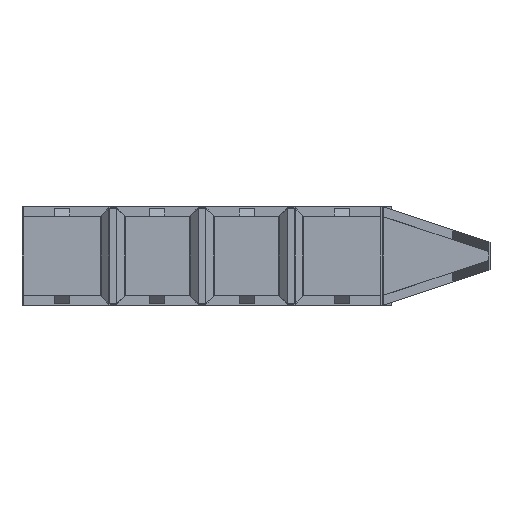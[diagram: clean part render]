
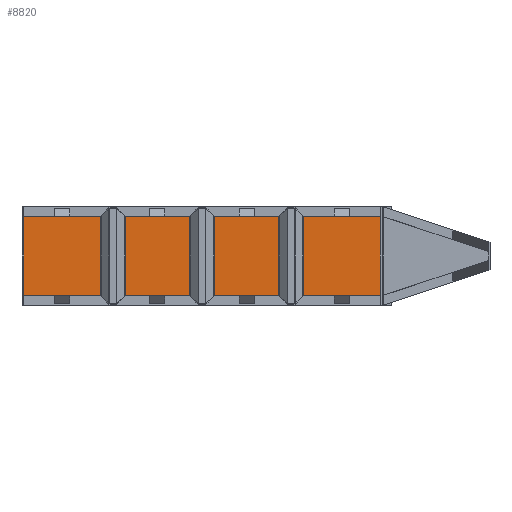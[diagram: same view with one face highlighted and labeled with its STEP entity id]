
A CAD part, front view. The second image highlights one B-rep face of the part: STEP entity #8820.
In plain terms, the highlighted planar face has unit normal (0, -1, 0).
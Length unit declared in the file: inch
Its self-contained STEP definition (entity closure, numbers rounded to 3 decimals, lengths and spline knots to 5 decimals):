
#973 = CARTESIAN_POINT ( 'NONE',  ( -23.75, -0.25, 0. ) ) ;
#1324 = EDGE_CURVE ( 'NONE', #7399, #6779, #6830, .T. ) ;
#1385 = CARTESIAN_POINT ( 'NONE',  ( 23.75, -0.25, 5.29 ) ) ;
#1635 = DIRECTION ( 'NONE',  ( 0., 0., -1. ) ) ;
#2485 = ORIENTED_EDGE ( 'NONE', *, *, #1324, .F. ) ;
#2718 = VERTEX_POINT ( 'NONE', #4108 ) ;
#2752 = DIRECTION ( 'NONE',  ( 0., -1., 0. ) ) ;
#2847 = DIRECTION ( 'NONE',  ( 0., 0., -1. ) ) ;
#2873 = FACE_OUTER_BOUND ( 'NONE', #3690, .T. ) ;
#3337 = EDGE_CURVE ( 'NONE', #6225, #2718, #11011, .T. ) ;
#3690 = EDGE_LOOP ( 'NONE', ( #2485, #5382, #12192, #6366 ) ) ;
#3965 = VECTOR ( 'NONE', #4963, 39.37008 ) ;
#4108 = CARTESIAN_POINT ( 'NONE',  ( -23.75, -0.25, 5.29 ) ) ;
#4605 = AXIS2_PLACEMENT_3D ( 'NONE', #6606, #2752, #1635 ) ;
#4963 = DIRECTION ( 'NONE',  ( 0., 0., 1. ) ) ;
#5382 = ORIENTED_EDGE ( 'NONE', *, *, #6200, .F. ) ;
#5539 = VECTOR ( 'NONE', #9712, 39.37008 ) ;
#6200 = EDGE_CURVE ( 'NONE', #2718, #7399, #10818, .T. ) ;
#6225 = VERTEX_POINT ( 'NONE', #8858 ) ;
#6366 = ORIENTED_EDGE ( 'NONE', *, *, #8593, .F. ) ;
#6606 = CARTESIAN_POINT ( 'NONE',  ( 0., -0.25, 0. ) ) ;
#6779 = VERTEX_POINT ( 'NONE', #7959 ) ;
#6830 = LINE ( 'NONE', #11859, #8100 ) ;
#7113 = VECTOR ( 'NONE', #11049, 39.37008 ) ;
#7399 = VERTEX_POINT ( 'NONE', #1385 ) ;
#7959 = CARTESIAN_POINT ( 'NONE',  ( 23.75, -0.25, -5.29 ) ) ;
#8100 = VECTOR ( 'NONE', #2847, 39.37008 ) ;
#8593 = EDGE_CURVE ( 'NONE', #6779, #6225, #9151, .T. ) ;
#8820 = ADVANCED_FACE ( 'NONE', ( #2873 ), #10771, .T. ) ;
#8858 = CARTESIAN_POINT ( 'NONE',  ( -23.75, -0.25, -5.29 ) ) ;
#9151 = LINE ( 'NONE', #10075, #7113 ) ;
#9712 = DIRECTION ( 'NONE',  ( 1., 0., 0. ) ) ;
#9845 = CARTESIAN_POINT ( 'NONE',  ( 0., -0.25, 5.29 ) ) ;
#10075 = CARTESIAN_POINT ( 'NONE',  ( 0., -0.25, -5.29 ) ) ;
#10771 = PLANE ( 'NONE',  #4605 ) ;
#10818 = LINE ( 'NONE', #9845, #5539 ) ;
#11011 = LINE ( 'NONE', #973, #3965 ) ;
#11049 = DIRECTION ( 'NONE',  ( -1., 0., 0. ) ) ;
#11859 = CARTESIAN_POINT ( 'NONE',  ( 23.75, -0.25, 0. ) ) ;
#12192 = ORIENTED_EDGE ( 'NONE', *, *, #3337, .F. ) ;
